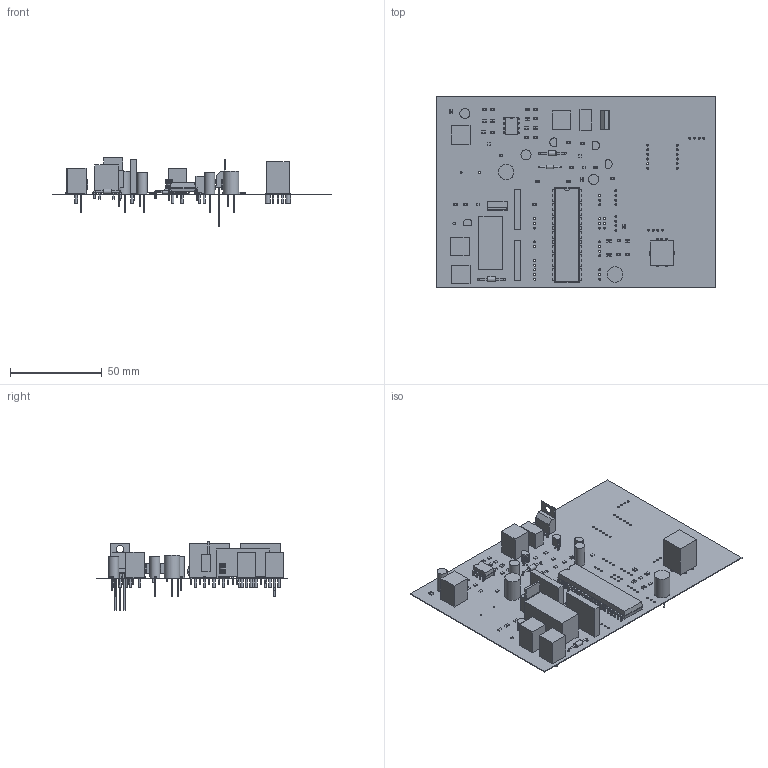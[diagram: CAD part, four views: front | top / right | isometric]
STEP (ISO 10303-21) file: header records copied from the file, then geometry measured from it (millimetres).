
FILE_DESCRIPTION(('Open CASCADE Model'),'2;1');
FILE_NAME('Open CASCADE Shape Model','2022-06-07T11:31:15',('Author'),( 'Open CASCADE'),'Open CASCADE STEP processor 6.8','Open CASCADE 6.8' ,'Unknown');
FILE_SCHEMA(('AUTOMOTIVE_DESIGN { 1 0 10303 214 1 1 1 1 }'));
Length unit declared in the file: millimetre
Products named in the file (155): PCB; Board; Open CASCADE STEP translator 6.8 1.1.1; T5; 6154423984; Extruded; T4; 6154423824; T3; 6033127264; Tab; Body; PinsArray; T2; T1; 6154423904; RE1; 6033128144; R22; 6100827376; term1; term2; body; R21; 6100826976; R20; R19; R18; R17; 6100826576; R16; R15; R14; R13; R12; R11; R10; R9; R8; R7 ...
Assembly tree (201 placements, depth 4):
  PCB
    Board
      Open CASCADE STEP translator 6.8 1.1.1
    T5
      6154423984
        Extruded
    T4
      6154423824
        Extruded
    T3
      6033127264
        Tab
        Body
        PinsArray
    T2
      6154423984
        Extruded
    T1
      6154423904
        Extruded
    RE1
      6033128144
    R22
      6100827376
        term1
        term2
        body
    R21
      6100826976
        term1
        term2
        body
    R20
      6100826976
        term1
        term2
        body
    R19
      6100826976
        term1
        term2
        body
    R18
      6100826976
        term1
        term2
        body
    R17
      6100826576
        term1
        term2
        body
    R16
      6100826576
        term1
        term2
        body
    R15
      6100826576
        term1
Bounding box: 152.4 x 104.14 x 37.21 mm (x, y, z)
Volume: 32750.2 mm3; surface area: 50457.2 mm2
Topology: 315 solids, 315 shells, 3520 faces, 8140 edges, 5050 vertices
Faces by surface type: plane 2518, cylinder 785, sphere 208, cone 3, revolution 3, torus 3
Full cylindrical faces by diameter (mm): 0.55 x6, 0.56 x4, 0.6 x4, 0.75 x8, 0.758 x8, 0.784 x40, 0.8 x51, 0.864 x8, 1 x7, 1.05 x4, 1.07 x16, 1.1 x57, 1.27 x4, 1.28 x3, 1.29 x8, 1.4 x24, 1.49 x8, 1.6 x8, 1.85 x1, 2.54 x2, 2.7 x14, 2.72 x2, 4.19 x1, 5.5 x3, 8.5 x2
Entity records: 58262 total; most frequent: CARTESIAN_POINT 9641, DIRECTION 8858, ORIENTED_EDGE 8478, EDGE_CURVE 4239, LINE 3397, VECTOR 3397, VERTEX_POINT 2744, AXIS2_PLACEMENT_3D 2729
